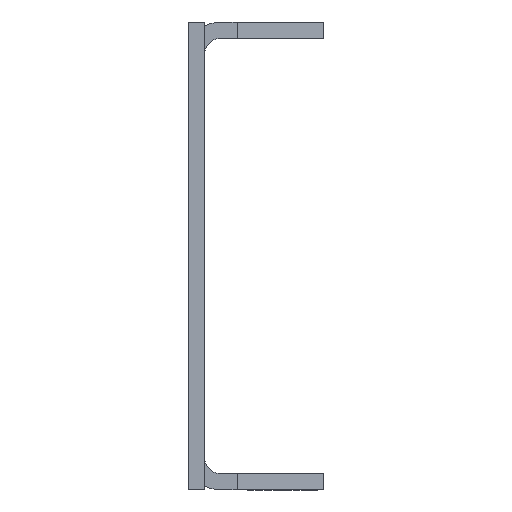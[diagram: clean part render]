
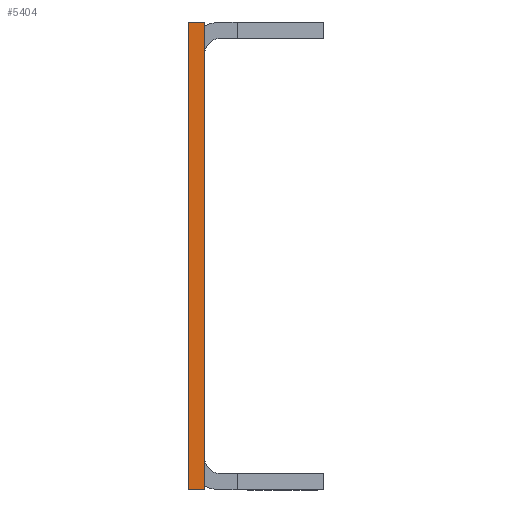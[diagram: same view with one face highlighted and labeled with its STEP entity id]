
A CAD part, left-side view. The second image highlights one B-rep face of the part: STEP entity #5404.
In plain terms, the highlighted planar face has unit normal (-1, 0, 0).
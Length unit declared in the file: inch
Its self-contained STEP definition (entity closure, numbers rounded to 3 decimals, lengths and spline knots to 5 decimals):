
#388 = CARTESIAN_POINT ( 'NONE',  ( -9.5, -0.06, 0.865 ) ) ;
#728 = AXIS2_PLACEMENT_3D ( 'NONE', #3001, #10735, #5615 ) ;
#1727 = VERTEX_POINT ( 'NONE', #9984 ) ;
#1804 = VECTOR ( 'NONE', #10615, 39.37008 ) ;
#2148 = VERTEX_POINT ( 'NONE', #388 ) ;
#2298 = DIRECTION ( 'NONE',  ( 0., 1., 0. ) ) ;
#3001 = CARTESIAN_POINT ( 'NONE',  ( -9.5, -0.06, -0.865 ) ) ;
#3032 = VECTOR ( 'NONE', #2298, 39.37008 ) ;
#3348 = EDGE_CURVE ( 'NONE', #9293, #9370, #10955, .T. ) ;
#3544 = EDGE_LOOP ( 'NONE', ( #4778, #6309, #4706, #10090 ) ) ;
#3857 = LINE ( 'NONE', #4483, #10416 ) ;
#4483 = CARTESIAN_POINT ( 'NONE',  ( -9.5, -0.06, 0.865 ) ) ;
#4706 = ORIENTED_EDGE ( 'NONE', *, *, #10036, .T. ) ;
#4778 = ORIENTED_EDGE ( 'NONE', *, *, #3348, .F. ) ;
#5334 = LINE ( 'NONE', #8343, #3032 ) ;
#5404 = ADVANCED_FACE ( 'NONE', ( #10998 ), #9861, .T. ) ;
#5615 = DIRECTION ( 'NONE',  ( 0., 0., 1. ) ) ;
#6154 = CARTESIAN_POINT ( 'NONE',  ( -9.5, -0.06, -0.865 ) ) ;
#6309 = ORIENTED_EDGE ( 'NONE', *, *, #10952, .F. ) ;
#6773 = CARTESIAN_POINT ( 'NONE',  ( -9.5, 0., -0.865 ) ) ;
#7737 = EDGE_CURVE ( 'NONE', #2148, #9370, #3857, .T. ) ;
#7859 = CARTESIAN_POINT ( 'NONE',  ( -9.5, 0., 0.865 ) ) ;
#8343 = CARTESIAN_POINT ( 'NONE',  ( -9.5, -0.06, -0.865 ) ) ;
#9293 = VERTEX_POINT ( 'NONE', #6773 ) ;
#9370 = VERTEX_POINT ( 'NONE', #7859 ) ;
#9800 = DIRECTION ( 'NONE',  ( 0., 1., 0. ) ) ;
#9861 = PLANE ( 'NONE',  #728 ) ;
#9984 = CARTESIAN_POINT ( 'NONE',  ( -9.5, -0.06, -0.865 ) ) ;
#10036 = EDGE_CURVE ( 'NONE', #1727, #2148, #11040, .T. ) ;
#10090 = ORIENTED_EDGE ( 'NONE', *, *, #7737, .T. ) ;
#10416 = VECTOR ( 'NONE', #9800, 39.37008 ) ;
#10454 = DIRECTION ( 'NONE',  ( 0., 0., 1. ) ) ;
#10493 = VECTOR ( 'NONE', #10454, 39.37008 ) ;
#10615 = DIRECTION ( 'NONE',  ( 0., 0., 1. ) ) ;
#10735 = DIRECTION ( 'NONE',  ( -1., 0., 0. ) ) ;
#10952 = EDGE_CURVE ( 'NONE', #1727, #9293, #5334, .T. ) ;
#10955 = LINE ( 'NONE', #11089, #1804 ) ;
#10998 = FACE_OUTER_BOUND ( 'NONE', #3544, .T. ) ;
#11040 = LINE ( 'NONE', #6154, #10493 ) ;
#11089 = CARTESIAN_POINT ( 'NONE',  ( -9.5, 0., -0.865 ) ) ;
